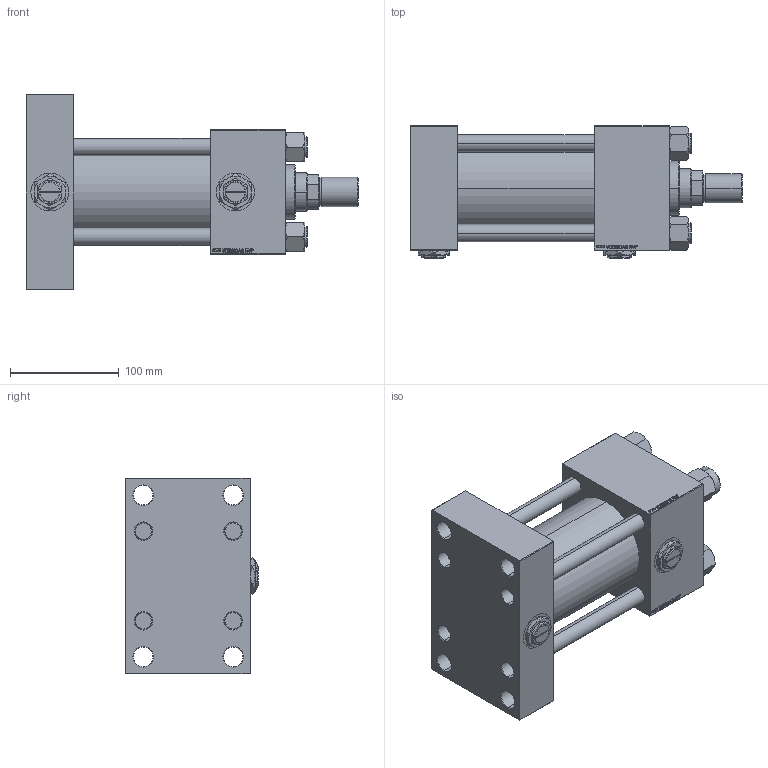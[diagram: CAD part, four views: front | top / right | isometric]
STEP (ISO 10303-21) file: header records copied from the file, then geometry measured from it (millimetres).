
FILE_DESCRIPTION (( 'STEP AP203' ), '1' );
FILE_NAME ('1577.STEP', '2022-04-16T02:45:54', ( '' ), ( '' ), 'SwSTEP 2.0', 'SolidWorks 2019', '' );
FILE_SCHEMA (( 'CONFIG_CONTROL_DESIGN' ));
Length unit declared in the file: millimetre
Products named in the file (8): V215CR_E_Body 2340165684d172e35bcf145c981e969e; 1577; V215CR_TYCINKA_E 2340165684d172e35bcf145c981e969e; Zatka_pro_OIL_PORT 2340165684d172e35bcf145c981e969e; V215CR_VCP_E 2340165684d172e35bcf145c981e969e; ROD_END_AH 2340165684d172e35bcf145c981e969e; NUT_M5_E 2340165684d172e35bcf145c981e969e; V215_VC_A 2340165684d172e35bcf145c981e969e
Assembly tree (14 placements, depth 2):
  1577
    V215CR_E_Body 2340165684d172e35bcf145c981e969e
    V215CR_VCP_E 2340165684d172e35bcf145c981e969e
    V215CR_TYCINKA_E 2340165684d172e35bcf145c981e969e  x4
    NUT_M5_E 2340165684d172e35bcf145c981e969e  x4
    V215_VC_A 2340165684d172e35bcf145c981e969e
    ROD_END_AH 2340165684d172e35bcf145c981e969e
    Zatka_pro_OIL_PORT 2340165684d172e35bcf145c981e969e  x2
Bounding box: 306 x 122 x 180 mm (x, y, z)
Volume: 2247315.2 mm3; surface area: 371082.2 mm2
Topology: 14 solids, 14 shells, 1305 faces, 3272 edges, 2111 vertices
Faces by surface type: plane 599, bspline 392, cone 198, cylinder 106, torus 10
Entity records: 53106 total; most frequent: CARTESIAN_POINT 27910, ORIENTED_EDGE 5616, DIRECTION 3712, EDGE_CURVE 2808, VERTEX_POINT 1831, VECTOR 1634, LINE 1634, EDGE_LOOP 1253
